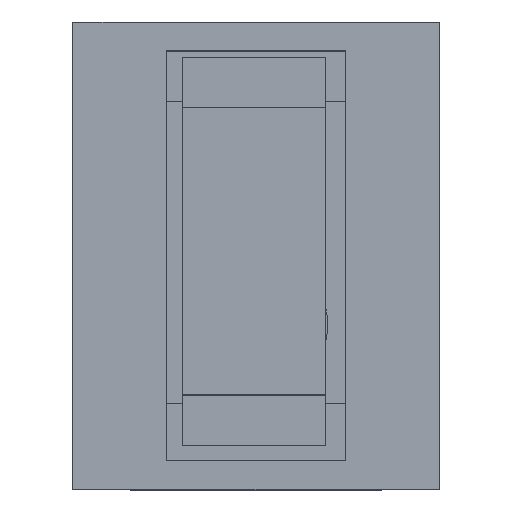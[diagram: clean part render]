
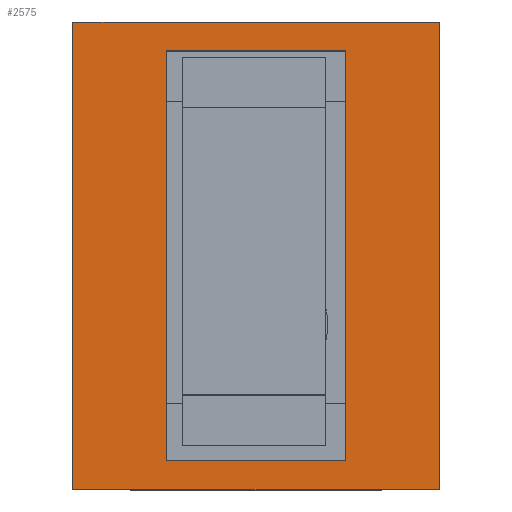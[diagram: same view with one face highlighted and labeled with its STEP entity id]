
A CAD part, top view. The second image highlights one B-rep face of the part: STEP entity #2575.
In plain terms, the highlighted planar face has unit normal (0, 0, 1).
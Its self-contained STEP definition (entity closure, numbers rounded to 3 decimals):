
#193=FACE_BOUND('',#502,.T.);
#348=FACE_OUTER_BOUND('',#501,.T.);
#501=EDGE_LOOP('',(#1825,#1826,#1827,#1828,#1829));
#502=EDGE_LOOP('',(#1830,#1831,#1832,#1833));
#644=LINE('',#3591,#856);
#654=LINE('',#3612,#866);
#658=LINE('',#3620,#870);
#675=LINE('',#3659,#887);
#684=LINE('',#3676,#896);
#697=LINE('',#3701,#909);
#699=LINE('',#3705,#911);
#702=LINE('',#3711,#914);
#704=LINE('',#3715,#916);
#856=VECTOR('',#2968,10.);
#866=VECTOR('',#2984,10.);
#870=VECTOR('',#2990,10.);
#887=VECTOR('',#3023,10.);
#896=VECTOR('',#3034,10.);
#909=VECTOR('',#3057,10.);
#911=VECTOR('',#3063,10.);
#914=VECTOR('',#3070,10.);
#916=VECTOR('',#3074,10.);
#1068=VERTEX_POINT('',#3589);
#1069=VERTEX_POINT('',#3590);
#1076=VERTEX_POINT('',#3610);
#1077=VERTEX_POINT('',#3611);
#1080=VERTEX_POINT('',#3619);
#1093=VERTEX_POINT('',#3656);
#1094=VERTEX_POINT('',#3658);
#1101=VERTEX_POINT('',#3674);
#1108=VERTEX_POINT('',#3699);
#1323=EDGE_CURVE('',#1068,#1069,#644,.T.);
#1333=EDGE_CURVE('',#1076,#1077,#654,.T.);
#1337=EDGE_CURVE('',#1080,#1076,#658,.T.);
#1356=EDGE_CURVE('',#1094,#1093,#675,.T.);
#1365=EDGE_CURVE('',#1093,#1101,#684,.T.);
#1378=EDGE_CURVE('',#1101,#1108,#697,.T.);
#1380=EDGE_CURVE('',#1108,#1094,#699,.T.);
#1383=EDGE_CURVE('',#1077,#1068,#702,.T.);
#1385=EDGE_CURVE('',#1069,#1080,#704,.T.);
#1825=ORIENTED_EDGE('',*,*,#1385,.F.);
#1826=ORIENTED_EDGE('',*,*,#1323,.F.);
#1827=ORIENTED_EDGE('',*,*,#1383,.F.);
#1828=ORIENTED_EDGE('',*,*,#1333,.F.);
#1829=ORIENTED_EDGE('',*,*,#1337,.F.);
#1830=ORIENTED_EDGE('',*,*,#1378,.T.);
#1831=ORIENTED_EDGE('',*,*,#1380,.T.);
#1832=ORIENTED_EDGE('',*,*,#1356,.T.);
#1833=ORIENTED_EDGE('',*,*,#1365,.T.);
#2503=PLANE('',#2783);
#2575=ADVANCED_FACE('',(#348,#193),#2503,.T.);
#2783=AXIS2_PLACEMENT_3D('',#3719,#3079,#3080);
#2968=DIRECTION('',(0.,-1.,0.));
#2984=DIRECTION('',(1.,0.,0.));
#2990=DIRECTION('',(0.,1.,0.));
#3023=DIRECTION('',(0.,-1.,0.));
#3034=DIRECTION('',(-1.,0.,0.));
#3057=DIRECTION('',(0.,1.,0.));
#3063=DIRECTION('',(1.,0.,0.));
#3070=DIRECTION('',(1.,0.,0.));
#3074=DIRECTION('',(-1.,0.,0.));
#3079=DIRECTION('center_axis',(0.,0.,1.));
#3080=DIRECTION('ref_axis',(1.,0.,0.));
#3589=CARTESIAN_POINT('',(43.,65.,70.));
#3590=CARTESIAN_POINT('',(43.,0.,70.));
#3591=CARTESIAN_POINT('',(43.,65.,70.));
#3610=CARTESIAN_POINT('',(-8.,65.,70.));
#3611=CARTESIAN_POINT('',(0.,65.,70.));
#3612=CARTESIAN_POINT('',(-8.,65.,70.));
#3619=CARTESIAN_POINT('',(-8.,0.,70.));
#3620=CARTESIAN_POINT('',(-8.,0.,70.));
#3656=CARTESIAN_POINT('',(30.,4.,70.));
#3658=CARTESIAN_POINT('',(30.,61.,70.));
#3659=CARTESIAN_POINT('',(30.,46.75,70.));
#3674=CARTESIAN_POINT('',(5.,4.,70.));
#3676=CARTESIAN_POINT('',(23.75,4.,70.));
#3699=CARTESIAN_POINT('',(5.,61.,70.));
#3701=CARTESIAN_POINT('',(5.,18.25,70.));
#3705=CARTESIAN_POINT('',(11.25,61.,70.));
#3711=CARTESIAN_POINT('',(35.,65.,70.));
#3715=CARTESIAN_POINT('',(0.,0.,70.));
#3719=CARTESIAN_POINT('Origin',(17.5,32.5,70.));
